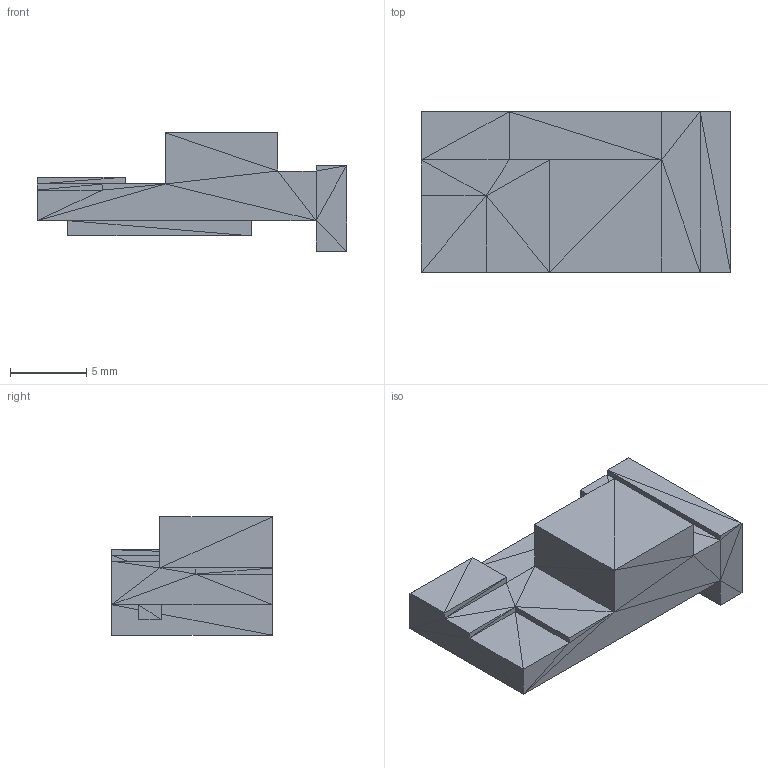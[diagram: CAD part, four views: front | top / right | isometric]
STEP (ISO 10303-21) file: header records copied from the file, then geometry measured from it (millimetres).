
FILE_DESCRIPTION (( 'STEP AP214' ), '1' );
FILE_NAME ('HW_613.STEP', '2023-01-13T19:32:57', ( '' ), ( '' ), 'SwSTEP 2.0', 'SolidWorks 2022', '' );
FILE_SCHEMA (( 'AUTOMOTIVE_DESIGN' ));
Length unit declared in the file: millimetre
Products named in the file (1): HW_613
Bounding box: 20.25 x 10.5 x 7.75 mm (x, y, z)
Surface area: 780.6 mm2 (no closed solid volume)
Topology: 0 solids, 1 shells, 92 faces, 138 edges, 48 vertices
Faces by surface type: plane 92
Entity records: 1829 total; most frequent: DIRECTION 324, CARTESIAN_POINT 279, ORIENTED_EDGE 276, EDGE_CURVE 138, VECTOR 138, LINE 138, AXIS2_PLACEMENT_3D 93, EDGE_LOOP 92
